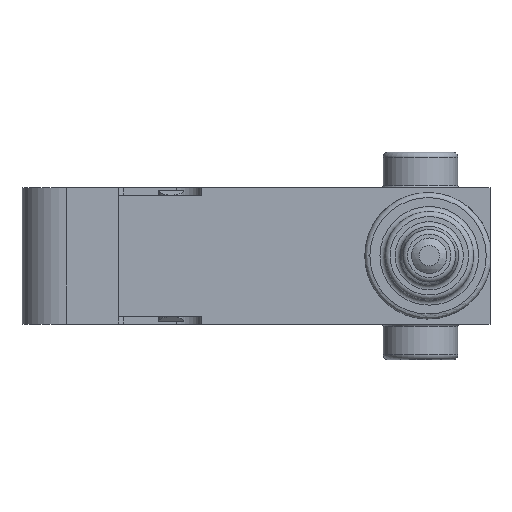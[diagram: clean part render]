
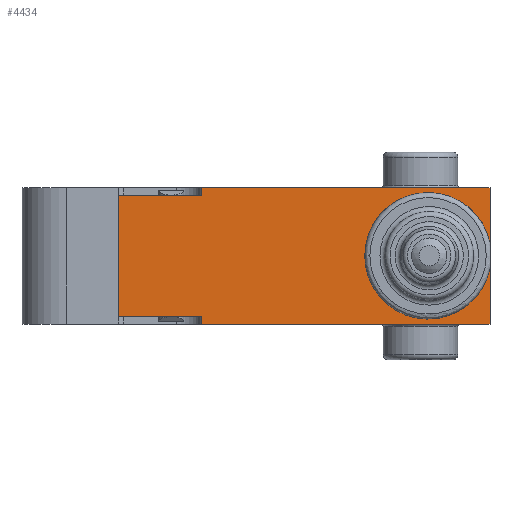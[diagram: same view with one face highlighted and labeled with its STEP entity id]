
A CAD part, top view. The second image highlights one B-rep face of the part: STEP entity #4434.
In plain terms, the highlighted planar face has unit normal (0, 0, 1).
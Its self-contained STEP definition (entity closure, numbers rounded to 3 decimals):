
#395=FACE_OUTER_BOUND('',#654,.T.);
#654=EDGE_LOOP('',(#3934,#3935,#3936,#3937,#3938,#3939,#3940,#3941,#3942,
#3943));
#775=CIRCLE('',#4753,2.5);
#1006=LINE('',#6483,#1470);
#1013=LINE('',#6514,#1477);
#1217=LINE('',#7473,#1681);
#1220=LINE('',#7501,#1684);
#1230=LINE('',#7538,#1694);
#1232=LINE('',#7542,#1696);
#1233=LINE('',#7545,#1697);
#1234=LINE('',#7547,#1698);
#1235=LINE('',#7548,#1699);
#1470=VECTOR('',#5340,10.);
#1477=VECTOR('',#5369,10.);
#1681=VECTOR('',#5729,10.);
#1684=VECTOR('',#5732,10.);
#1694=VECTOR('',#5776,10.);
#1696=VECTOR('',#5780,10.);
#1697=VECTOR('',#5783,10.);
#1698=VECTOR('',#5784,10.);
#1699=VECTOR('',#5785,10.);
#1917=VERTEX_POINT('',#6480);
#1918=VERTEX_POINT('',#6482);
#1930=VERTEX_POINT('',#6511);
#1931=VERTEX_POINT('',#6513);
#2112=VERTEX_POINT('',#7472);
#2115=VERTEX_POINT('',#7499);
#2125=VERTEX_POINT('',#7536);
#2126=VERTEX_POINT('',#7540);
#2127=VERTEX_POINT('',#7544);
#2128=VERTEX_POINT('',#7546);
#2427=EDGE_CURVE('',#1917,#1918,#1006,.T.);
#2442=EDGE_CURVE('',#1930,#1931,#1013,.T.);
#2716=EDGE_CURVE('',#1918,#2112,#1217,.T.);
#2720=EDGE_CURVE('',#2115,#1930,#1220,.T.);
#2738=EDGE_CURVE('',#1917,#2125,#1230,.T.);
#2740=EDGE_CURVE('',#2125,#2126,#1232,.T.);
#2741=EDGE_CURVE('',#2126,#2127,#1233,.T.);
#2742=EDGE_CURVE('',#2127,#2128,#1234,.T.);
#2743=EDGE_CURVE('',#2128,#1931,#1235,.T.);
#2744=EDGE_CURVE('',#2115,#2112,#775,.T.);
#3934=ORIENTED_EDGE('',*,*,#2738,.T.);
#3935=ORIENTED_EDGE('',*,*,#2740,.T.);
#3936=ORIENTED_EDGE('',*,*,#2741,.T.);
#3937=ORIENTED_EDGE('',*,*,#2742,.T.);
#3938=ORIENTED_EDGE('',*,*,#2743,.T.);
#3939=ORIENTED_EDGE('',*,*,#2442,.F.);
#3940=ORIENTED_EDGE('',*,*,#2720,.F.);
#3941=ORIENTED_EDGE('',*,*,#2744,.T.);
#3942=ORIENTED_EDGE('',*,*,#2716,.F.);
#3943=ORIENTED_EDGE('',*,*,#2427,.F.);
#4210=PLANE('',#4752);
#4434=ADVANCED_FACE('',(#395),#4210,.T.);
#4752=AXIS2_PLACEMENT_3D('',#7543,#5781,#5782);
#4753=AXIS2_PLACEMENT_3D('',#7549,#5786,#5787);
#5340=DIRECTION('',(1.,0.,0.));
#5369=DIRECTION('',(-1.,0.,0.));
#5729=DIRECTION('',(0.,-1.,0.));
#5732=DIRECTION('',(0.,-1.,0.));
#5776=DIRECTION('',(0.,-1.,0.));
#5780=DIRECTION('',(-1.,0.,0.));
#5781=DIRECTION('center_axis',(0.,0.,
1.));
#5782=DIRECTION('ref_axis',(-1.,0.,0.));
#5783=DIRECTION('',(0.,-1.,0.));
#5784=DIRECTION('',(1.,0.,0.));
#5785=DIRECTION('',(0.,-1.,0.));
#5786=DIRECTION('center_axis',(0.,0.,
-1.));
#5787=DIRECTION('ref_axis',(0.98,0.199,0.));
#6480=CARTESIAN_POINT('',(-2.15,2.7,3.15));
#6482=CARTESIAN_POINT('',(9.25,2.7,3.15));
#6483=CARTESIAN_POINT('',(9.25,2.7,3.15));
#6511=CARTESIAN_POINT('',(9.25,-2.7,3.15));
#6513=CARTESIAN_POINT('',(-2.15,-2.7,3.15));
#6514=CARTESIAN_POINT('',(9.25,-2.7,3.15));
#7472=CARTESIAN_POINT('',(9.25,0.497,3.15));
#7473=CARTESIAN_POINT('',(9.25,0.,3.15));
#7499=CARTESIAN_POINT('',(9.25,-0.497,3.15));
#7501=CARTESIAN_POINT('',(9.25,0.,3.15));
#7536=CARTESIAN_POINT('',(-2.15,2.4,3.15));
#7538=CARTESIAN_POINT('',(-2.15,1.35,3.15));
#7540=CARTESIAN_POINT('',(-5.45,2.4,3.15));
#7542=CARTESIAN_POINT('',(2.725,2.4,3.15));
#7543=CARTESIAN_POINT('Origin',(9.25,0.,3.15));
#7544=CARTESIAN_POINT('',(-5.45,-2.4,3.15));
#7545=CARTESIAN_POINT('',(-5.45,-1.35,3.15));
#7546=CARTESIAN_POINT('',(-2.15,-2.4,3.15));
#7547=CARTESIAN_POINT('',(2.725,-2.4,3.15));
#7548=CARTESIAN_POINT('',(-2.15,-1.35,3.15));
#7549=CARTESIAN_POINT('Origin',(6.8,0.,3.15));
